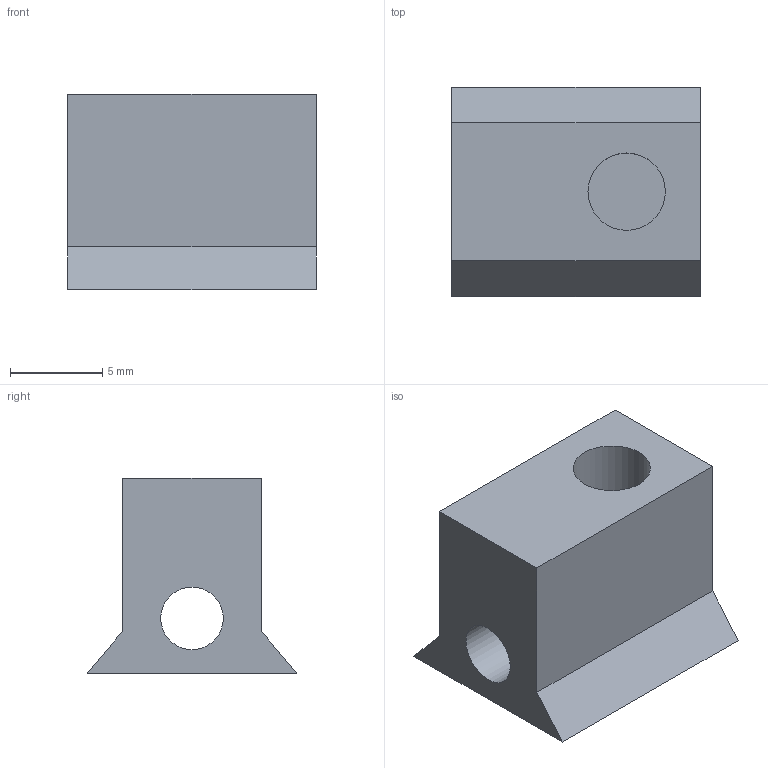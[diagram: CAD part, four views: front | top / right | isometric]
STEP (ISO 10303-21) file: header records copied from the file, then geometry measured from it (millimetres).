
FILE_DESCRIPTION(('FreeCAD Model'),'2;1');
FILE_NAME('Art3TensionerBody.step', '2017-01-10T08:57:37',('Author'),(''), 'Open CASCADE STEP processor 6.8','FreeCAD','Unknown');
FILE_SCHEMA(('AUTOMOTIVE_DESIGN_CC2 { 1 2 10303 214 -1 1 5 4 }'));
Length unit declared in the file: millimetre
Products named in the file (2): ASSEMBLY; Art3TensionerBody
Assembly tree (1 placements, depth 2):
  ASSEMBLY
    Art3TensionerBody
Bounding box: 13.5 x 11.4 x 10.6 mm (x, y, z)
Volume: 877 mm3; surface area: 969.1 mm2
Topology: 1 solids, 1 shells, 18 faces, 42 edges, 28 vertices
Faces by surface type: plane 15, cylinder 3
Full cylindrical faces by diameter (mm): 3.4 x2, 4.2 x1
Entity records: 1103 total; most frequent: CARTESIAN_POINT 194, DIRECTION 162, LINE 106, VECTOR 106, ORIENTED_EDGE 84, PCURVE 84, DEFINITIONAL_REPRESENTATION 84, EDGE_CURVE 42
